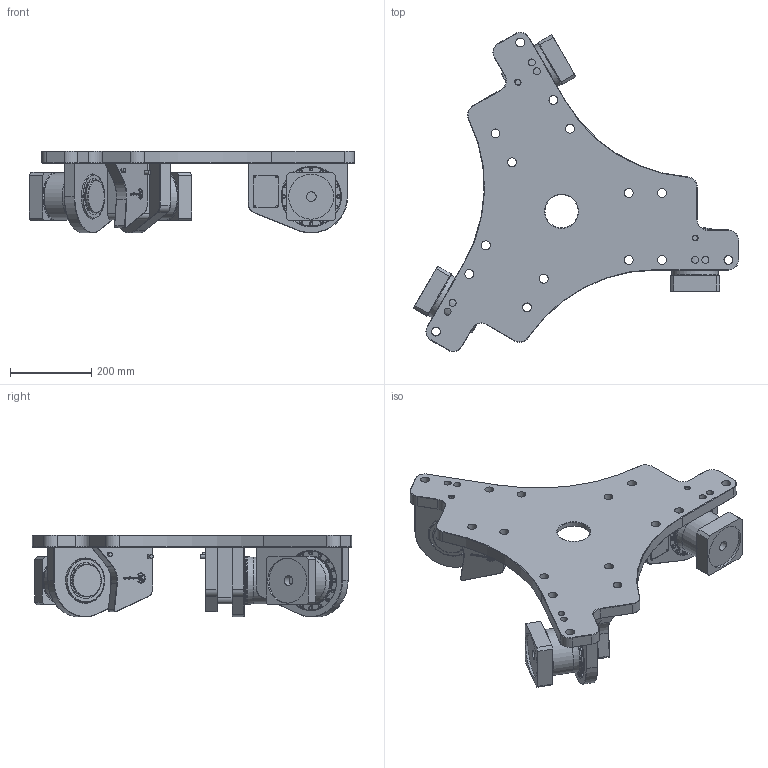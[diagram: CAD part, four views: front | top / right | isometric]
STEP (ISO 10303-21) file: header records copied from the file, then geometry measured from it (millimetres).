
FILE_DESCRIPTION(/* description */ (''),/* implementation_level */ '2;1');
FILE_NAME(/* name */ 'Dummy Roboterkopf_MT_WST00054870_ipt_629a7d7e.STEP',/* time_stamp */ '2020-11-16T16:19:46+01:00',/* author */ ('SUSTRVOJ'),/* organization */ (''),/* preprocessor_version */ 'ST-DEVELOPER v17.2',/* originating_system */ 'Autodesk Inventor 2019',/* authorisation */ '');
FILE_SCHEMA (('AUTOMOTIVE_DESIGN { 1 0 10303 214 3 1 1 }'));
Length unit declared in the file: millimetre
Products named in the file (1): Dummy Roboterkopf_MT_WST00054870
Bounding box: 802.61 x 788.1 x 202.35 mm (x, y, z)
Volume: 16617406.4 mm3; surface area: 1250960.5 mm2
Topology: 1 solids, 13 shells, 889 faces, 2165 edges, 1463 vertices
Faces by surface type: plane 399, cylinder 253, cone 90, torus 90, bspline 57
Full cylindrical faces by diameter (mm): 5 x4, 8.5 x48, 9.6 x3, 10 x3, 12 x1, 13.835 x9, 17.294 x6, 22 x15, 24 x3, 80 x3, 82 x1, 110 x6, 111 x3, 115 x3, 115.4 x3, 120 x6, 130 x1, 145 x3, 147 x3
Entity records: 39648 total; most frequent: CARTESIAN_POINT 17696, DIRECTION 4801, ORIENTED_EDGE 4330, EDGE_CURVE 2165, AXIS2_PLACEMENT_3D 1912, VERTEX_POINT 1463, EDGE_LOOP 1100, CIRCLE 1079
